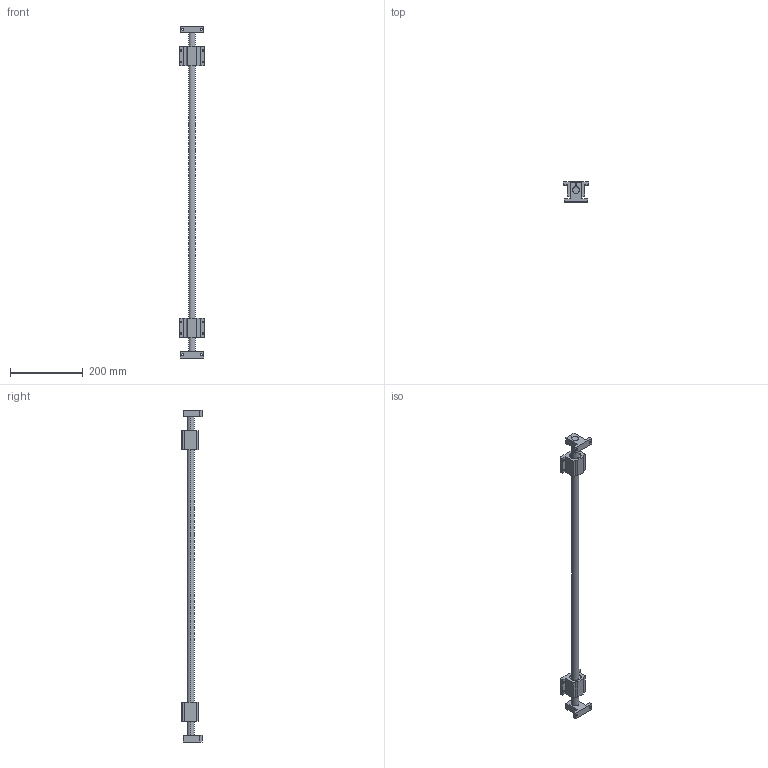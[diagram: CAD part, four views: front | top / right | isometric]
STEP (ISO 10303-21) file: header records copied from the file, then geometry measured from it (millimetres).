
FILE_DESCRIPTION (( 'STEP AP203' ), '1' );
FILE_NAME ('LARSA1-12L36C.step', '2022-08-29T21:36:43', ( '' ), ( '' ), 'SwSTEP 2.0', 'SolidWorks 2021', '' );
FILE_SCHEMA (( 'CONFIG_CONTROL_DESIGN' ));
Length unit declared in the file: inch
Products named in the file (3): LARSA1-12L36C; LARSA1-12L36C-RAIL; LARSACC-002
Assembly tree (3 placements, depth 2):
  LARSA1-12L36C
    LARSA1-12L36C-RAIL
    LARSACC-002  x2
Bounding box: 69.85 x 55.55 x 914.4 mm (x, y, z)
Volume: 509430.1 mm3; surface area: 113348.7 mm2
Topology: 7 solids, 7 shells, 166 faces, 434 edges, 294 vertices
Faces by surface type: plane 98, cylinder 58, cone 8, bspline 2
Entity records: 4520 total; most frequent: CARTESIAN_POINT 1083, ORIENTED_EDGE 642, DIRECTION 629, EDGE_CURVE 321, VERTEX_POINT 220, AXIS2_PLACEMENT_3D 210, VECTOR 209, LINE 209
